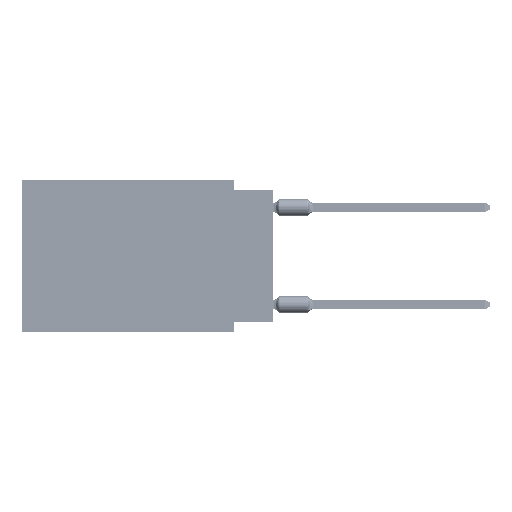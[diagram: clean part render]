
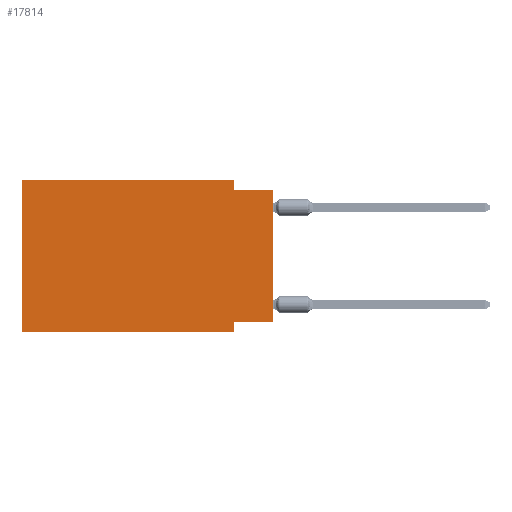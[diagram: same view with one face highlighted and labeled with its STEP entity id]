
A CAD part, left-side view. The second image highlights one B-rep face of the part: STEP entity #17814.
In plain terms, the highlighted planar face has unit normal (-1, 0, 0).
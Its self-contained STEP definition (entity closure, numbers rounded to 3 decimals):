
#897 = FACE_OUTER_BOUND ( 'NONE', #25960, .T. ) ;
#966 = VERTEX_POINT ( 'NONE', #29028 ) ;
#1235 = CARTESIAN_POINT ( 'NONE',  ( 0., 2.54, -9.906 ) ) ;
#1914 = CARTESIAN_POINT ( 'NONE',  ( 0., 16.383, 0. ) ) ;
#2033 = CARTESIAN_POINT ( 'NONE',  ( 0., 0., -0.635 ) ) ;
#5592 = LINE ( 'NONE', #6345, #8548 ) ;
#6203 = DIRECTION ( 'NONE',  ( 1., 0., 0. ) ) ;
#6345 = CARTESIAN_POINT ( 'NONE',  ( 0., 16.383, -9.906 ) ) ;
#6355 = CARTESIAN_POINT ( 'NONE',  ( 0., 16.383, -9.906 ) ) ;
#7840 = EDGE_CURVE ( 'NONE', #47707, #11336, #24013, .T. ) ;
#8081 = LINE ( 'NONE', #2033, #50551 ) ;
#8548 = VECTOR ( 'NONE', #33923, 1000. ) ;
#9314 = LINE ( 'NONE', #9694, #61172 ) ;
#9694 = CARTESIAN_POINT ( 'NONE',  ( 0., 2.54, 0. ) ) ;
#11336 = VERTEX_POINT ( 'NONE', #36019 ) ;
#11350 = VECTOR ( 'NONE', #28280, 1000. ) ;
#11651 = EDGE_CURVE ( 'NONE', #48841, #48595, #8081, .T. ) ;
#11865 = PLANE ( 'NONE',  #15229 ) ;
#15100 = CARTESIAN_POINT ( 'NONE',  ( 0., 16.383, 0. ) ) ;
#15229 = AXIS2_PLACEMENT_3D ( 'NONE', #28862, #6203, #22456 ) ;
#15590 = EDGE_CURVE ( 'NONE', #11336, #26264, #20016, .T. ) ;
#15592 = EDGE_CURVE ( 'NONE', #27780, #71026, #32468, .T. ) ;
#16236 = DIRECTION ( 'NONE',  ( 0., 0., 1. ) ) ;
#17152 = VECTOR ( 'NONE', #16236, 1000. ) ;
#17814 = ADVANCED_FACE ( 'NONE', ( #897 ), #11865, .F. ) ;
#20016 = LINE ( 'NONE', #1235, #11350 ) ;
#22383 = CARTESIAN_POINT ( 'NONE',  ( 0., 0., -9.271 ) ) ;
#22456 = DIRECTION ( 'NONE',  ( 0., 0., -1. ) ) ;
#22616 = CARTESIAN_POINT ( 'NONE',  ( 0., 16.383, 0. ) ) ;
#23890 = ORIENTED_EDGE ( 'NONE', *, *, #7840, .F. ) ;
#24013 = LINE ( 'NONE', #69324, #56402 ) ;
#24954 = DIRECTION ( 'NONE',  ( 0., -1., 0. ) ) ;
#25072 = DIRECTION ( 'NONE',  ( 0., -1., 0. ) ) ;
#25960 = EDGE_LOOP ( 'NONE', ( #67799, #56186, #38364, #54050, #47390, #45847, #29481, #23890 ) ) ;
#26264 = VERTEX_POINT ( 'NONE', #61192 ) ;
#27780 = VERTEX_POINT ( 'NONE', #6355 ) ;
#28280 = DIRECTION ( 'NONE',  ( 0., 0., -1. ) ) ;
#28862 = CARTESIAN_POINT ( 'NONE',  ( 0., 16.383, 0. ) ) ;
#29028 = CARTESIAN_POINT ( 'NONE',  ( 0., 2.54, 0. ) ) ;
#29481 = ORIENTED_EDGE ( 'NONE', *, *, #15590, .F. ) ;
#29864 = LINE ( 'NONE', #1914, #37892 ) ;
#32468 = LINE ( 'NONE', #22616, #37859 ) ;
#33923 = DIRECTION ( 'NONE',  ( 0., -1., 0. ) ) ;
#36019 = CARTESIAN_POINT ( 'NONE',  ( 0., 2.54, -9.271 ) ) ;
#37859 = VECTOR ( 'NONE', #73953, 1000. ) ;
#37892 = VECTOR ( 'NONE', #24954, 1000. ) ;
#38364 = ORIENTED_EDGE ( 'NONE', *, *, #64591, .F. ) ;
#45847 = ORIENTED_EDGE ( 'NONE', *, *, #49865, .T. ) ;
#46044 = LINE ( 'NONE', #50949, #17152 ) ;
#47390 = ORIENTED_EDGE ( 'NONE', *, *, #15592, .F. ) ;
#47707 = VERTEX_POINT ( 'NONE', #22383 ) ;
#48595 = VERTEX_POINT ( 'NONE', #74297 ) ;
#48841 = VERTEX_POINT ( 'NONE', #62045 ) ;
#49865 = EDGE_CURVE ( 'NONE', #27780, #26264, #5592, .T. ) ;
#50551 = VECTOR ( 'NONE', #25072, 1000. ) ;
#50949 = CARTESIAN_POINT ( 'NONE',  ( 0., 0., 0. ) ) ;
#52895 = EDGE_CURVE ( 'NONE', #47707, #48595, #46044, .T. ) ;
#54050 = ORIENTED_EDGE ( 'NONE', *, *, #72635, .F. ) ;
#54569 = DIRECTION ( 'NONE',  ( 0., 1., 0. ) ) ;
#56186 = ORIENTED_EDGE ( 'NONE', *, *, #11651, .F. ) ;
#56402 = VECTOR ( 'NONE', #54569, 1000. ) ;
#61172 = VECTOR ( 'NONE', #73482, 1000. ) ;
#61192 = CARTESIAN_POINT ( 'NONE',  ( 0., 2.54, -9.906 ) ) ;
#62045 = CARTESIAN_POINT ( 'NONE',  ( 0., 2.54, -0.635 ) ) ;
#64591 = EDGE_CURVE ( 'NONE', #966, #48841, #9314, .T. ) ;
#67799 = ORIENTED_EDGE ( 'NONE', *, *, #52895, .T. ) ;
#69324 = CARTESIAN_POINT ( 'NONE',  ( 0., 0., -9.271 ) ) ;
#71026 = VERTEX_POINT ( 'NONE', #15100 ) ;
#72635 = EDGE_CURVE ( 'NONE', #71026, #966, #29864, .T. ) ;
#73482 = DIRECTION ( 'NONE',  ( 0., 0., -1. ) ) ;
#73953 = DIRECTION ( 'NONE',  ( 0., 0., 1. ) ) ;
#74297 = CARTESIAN_POINT ( 'NONE',  ( 0., 0., -0.635 ) ) ;
